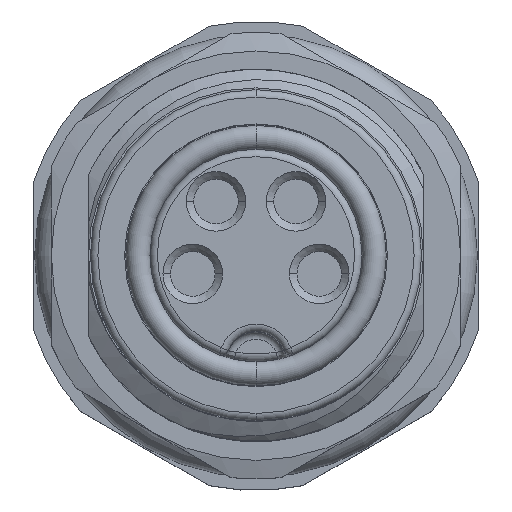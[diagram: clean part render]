
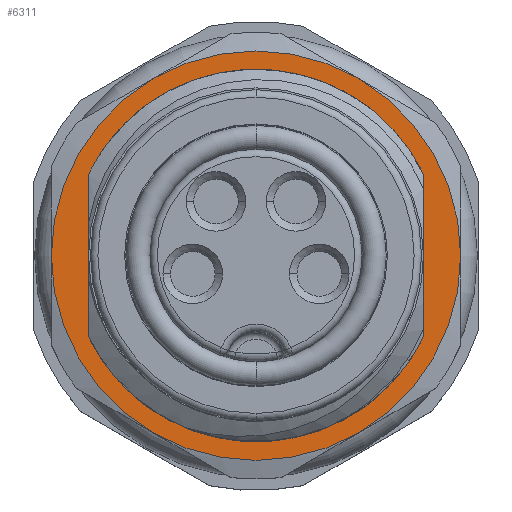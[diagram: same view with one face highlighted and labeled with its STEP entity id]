
A CAD part, top view. The second image highlights one B-rep face of the part: STEP entity #6311.
In plain terms, the highlighted planar face has unit normal (0, 0, 1).
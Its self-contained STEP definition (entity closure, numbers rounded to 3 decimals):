
#257=DIRECTION('',(0.,-1.,0.));
#258=VECTOR('',#257,2.595);
#259=CARTESIAN_POINT('',(4.5,1.576,-6.));
#260=LINE('',#259,#258);
#806=CARTESIAN_POINT('',(0.,0.,-6.));
#807=DIRECTION('',(0.,0.,-1.));
#808=DIRECTION('',(-0.383,0.924,0.));
#809=AXIS2_PLACEMENT_3D('',#806,#807,#808);
#893=DIRECTION('',(0.,1.,0.));
#894=VECTOR('',#893,2.595);
#895=CARTESIAN_POINT('',(-4.5,-1.019,-6.));
#896=LINE('',#895,#894);
#1557=CARTESIAN_POINT('',(1.913,4.619,-6.));
#1558=CARTESIAN_POINT('',(2.053,4.552,-6.));
#1559=CARTESIAN_POINT('',(2.325,4.406,-6.));
#1560=CARTESIAN_POINT('',(2.711,4.149,-6.));
#1561=CARTESIAN_POINT('',(3.069,3.858,-6.));
#1562=CARTESIAN_POINT('',(3.398,3.537,-6.));
#1563=CARTESIAN_POINT('',(3.693,3.188,-6.));
#1564=CARTESIAN_POINT('',(3.955,2.813,-6.));
#1565=CARTESIAN_POINT('',(4.177,2.418,-6.));
#1566=CARTESIAN_POINT('',(4.363,2.004,-6.));
#1567=CARTESIAN_POINT('',(4.459,1.721,-6.));
#1568=CARTESIAN_POINT('',(4.5,1.576,-6.));
#1583=CARTESIAN_POINT('',(4.5,-1.019,-6.));
#1584=CARTESIAN_POINT('',(4.46,-1.158,-6.));
#1585=CARTESIAN_POINT('',(4.367,-1.429,-6.));
#1586=CARTESIAN_POINT('',(4.19,-1.821,-6.));
#1587=CARTESIAN_POINT('',(3.979,-2.193,-6.));
#1588=CARTESIAN_POINT('',(3.734,-2.542,-6.));
#1589=CARTESIAN_POINT('',(3.459,-2.865,-6.));
#1590=CARTESIAN_POINT('',(3.258,-3.06,-6.));
#1591=CARTESIAN_POINT('',(3.153,-3.153,-6.));
#1794=CARTESIAN_POINT('',(0.,0.,-6.));
#1795=DIRECTION('',(0.,0.,-1.));
#1796=DIRECTION('',(0.5,0.866,0.));
#1797=AXIS2_PLACEMENT_3D('',#1794,#1795,#1796);
#1799=CARTESIAN_POINT('',(0.,0.,-6.));
#1800=DIRECTION('',(0.,0.,-1.));
#1801=DIRECTION('',(1.,0.,0.));
#1802=AXIS2_PLACEMENT_3D('',#1799,#1800,#1801);
#1804=CARTESIAN_POINT('',(0.,0.,-6.));
#1805=DIRECTION('',(0.,0.,-1.));
#1806=DIRECTION('',(-0.5,-0.866,0.));
#1807=AXIS2_PLACEMENT_3D('',#1804,#1805,#1806);
#1809=CARTESIAN_POINT('',(0.,0.,-6.));
#1810=DIRECTION('',(0.,0.,-1.));
#1811=DIRECTION('',(-1.,0.,0.));
#1812=AXIS2_PLACEMENT_3D('',#1809,#1810,#1811);
#1814=CARTESIAN_POINT('',(-3.153,-3.153,-6.));
#1815=CARTESIAN_POINT('',(-3.258,-3.06,-6.));
#1816=CARTESIAN_POINT('',(-3.459,-2.864,-6.));
#1817=CARTESIAN_POINT('',(-3.735,-2.541,-6.));
#1818=CARTESIAN_POINT('',(-3.979,-2.193,-6.));
#1819=CARTESIAN_POINT('',(-4.19,-1.821,-6.));
#1820=CARTESIAN_POINT('',(-4.367,-1.43,-6.));
#1821=CARTESIAN_POINT('',(-4.46,-1.158,-6.));
#1822=CARTESIAN_POINT('',(-4.5,-1.019,-6.));
#1891=CARTESIAN_POINT('',(-4.5,1.576,-6.));
#1892=CARTESIAN_POINT('',(-4.459,1.72,-6.));
#1893=CARTESIAN_POINT('',(-4.363,2.004,-6.));
#1894=CARTESIAN_POINT('',(-4.178,2.418,-6.));
#1895=CARTESIAN_POINT('',(-3.954,2.813,-6.));
#1896=CARTESIAN_POINT('',(-3.694,3.187,-6.));
#1897=CARTESIAN_POINT('',(-3.397,3.537,-6.));
#1898=CARTESIAN_POINT('',(-3.07,3.858,-6.));
#1899=CARTESIAN_POINT('',(-2.711,4.149,-6.));
#1900=CARTESIAN_POINT('',(-2.325,4.406,-6.));
#1901=CARTESIAN_POINT('',(-2.053,4.552,-6.));
#1902=CARTESIAN_POINT('',(-1.913,4.619,-6.));
#3116=CARTESIAN_POINT('',(3.153,-3.153,-6.));
#3117=CARTESIAN_POINT('',(3.049,-3.257,-6.));
#3118=CARTESIAN_POINT('',(2.833,-3.452,-6.));
#3119=CARTESIAN_POINT('',(2.481,-3.713,-6.));
#3120=CARTESIAN_POINT('',(2.105,-3.939,-6.));
#3121=CARTESIAN_POINT('',(1.709,-4.126,-6.));
#3122=CARTESIAN_POINT('',(1.296,-4.274,-6.));
#3123=CARTESIAN_POINT('',(0.871,-4.38,-6.));
#3124=CARTESIAN_POINT('',(0.438,-4.444,-6.));
#3125=CARTESIAN_POINT('',(0.,-4.466,-6.));
#3126=CARTESIAN_POINT('',(-0.438,-4.444,-6.));
#3127=CARTESIAN_POINT('',(-0.871,-4.38,-6.));
#3128=CARTESIAN_POINT('',(-1.297,-4.274,-6.));
#3129=CARTESIAN_POINT('',(-1.709,-4.126,-6.));
#3130=CARTESIAN_POINT('',(-2.105,-3.939,-6.));
#3131=CARTESIAN_POINT('',(-2.482,-3.713,-6.));
#3132=CARTESIAN_POINT('',(-2.833,-3.452,-6.));
#3133=CARTESIAN_POINT('',(-3.049,-3.256,-6.));
#3134=CARTESIAN_POINT('',(-3.153,-3.153,-6.));
#3307=CARTESIAN_POINT('',(0.,0.,-6.));
#3308=DIRECTION('',(0.,0.,1.));
#3309=DIRECTION('',(-0.5,-0.866,0.));
#3310=AXIS2_PLACEMENT_3D('',#3307,#3308,#3309);
#3312=CARTESIAN_POINT('',(0.,0.,-6.));
#3313=DIRECTION('',(0.,0.,1.));
#3314=DIRECTION('',(0.5,0.866,0.));
#3315=AXIS2_PLACEMENT_3D('',#3312,#3313,#3314);
#3386=CARTESIAN_POINT('',(-2.75,-4.763,-6.));
#3442=CARTESIAN_POINT('',(-5.5,0.,-6.));
#3498=CARTESIAN_POINT('',(-2.75,4.763,-6.));
#3544=CARTESIAN_POINT('',(2.75,4.763,-6.));
#3600=CARTESIAN_POINT('',(5.5,0.,-6.));
#3642=CARTESIAN_POINT('',(2.75,-4.763,-6.));
#3772=CARTESIAN_POINT('',(-1.913,4.619,-6.));
#3773=CARTESIAN_POINT('',(1.913,4.619,-6.));
#3774=VERTEX_POINT('',#3772);
#3775=VERTEX_POINT('',#3773);
#3780=CARTESIAN_POINT('',(4.5,1.576,-6.));
#3781=CARTESIAN_POINT('',(4.5,-1.019,-6.));
#3782=VERTEX_POINT('',#3780);
#3783=VERTEX_POINT('',#3781);
#3788=CARTESIAN_POINT('',(-4.5,-1.019,-6.));
#3789=CARTESIAN_POINT('',(-4.5,1.576,-6.));
#3790=VERTEX_POINT('',#3788);
#3791=VERTEX_POINT('',#3789);
#3792=VERTEX_POINT('',#1591);
#3793=VERTEX_POINT('',#1814);
#3812=VERTEX_POINT('',#3544);
#3816=VERTEX_POINT('',#3498);
#3824=VERTEX_POINT('',#3442);
#3832=VERTEX_POINT('',#3386);
#3836=VERTEX_POINT('',#3642);
#3842=VERTEX_POINT('',#3600);
#6279=CARTESIAN_POINT('',(0.,0.,-6.));
#6280=DIRECTION('',(0.,0.,1.));
#6281=DIRECTION('',(1.,0.,0.));
#6282=AXIS2_PLACEMENT_3D('',#6279,#6280,#6281);
#6283=PLANE('',#6282);
#6285=ORIENTED_EDGE('',*,*,#6284,.F.);
#6287=ORIENTED_EDGE('',*,*,#6286,.T.);
#6289=ORIENTED_EDGE('',*,*,#6288,.T.);
#6291=ORIENTED_EDGE('',*,*,#6290,.F.);
#6293=ORIENTED_EDGE('',*,*,#6292,.T.);
#6295=ORIENTED_EDGE('',*,*,#6294,.T.);
#6296=EDGE_LOOP('',(#6285,#6287,#6289,#6291,#6293,#6295));
#6297=FACE_OUTER_BOUND('',#6296,.F.);
#6298=ORIENTED_EDGE('',*,*,#4424,.F.);
#6300=ORIENTED_EDGE('',*,*,#6299,.F.);
#6301=ORIENTED_EDGE('',*,*,#4549,.F.);
#6303=ORIENTED_EDGE('',*,*,#6302,.F.);
#6305=ORIENTED_EDGE('',*,*,#6304,.F.);
#6306=ORIENTED_EDGE('',*,*,#5710,.F.);
#6307=ORIENTED_EDGE('',*,*,#4260,.F.);
#6308=ORIENTED_EDGE('',*,*,#5707,.F.);
#6309=EDGE_LOOP('',(#6298,#6300,#6301,#6303,#6305,#6306,#6307,#6308));
#6310=FACE_BOUND('',#6309,.F.);
#810=CIRCLE('',#809,5.);
#1569=B_SPLINE_CURVE_WITH_KNOTS('',3,(#1557,#1558,#1559,#1560,#1561,#1562,#1563,
#1564,#1565,#1566,#1567,#1568),.UNSPECIFIED.,.F.,.F.,(4,1,1,1,1,1,1,1,1,4),
(0.,0.111,0.222,0.333,0.444,
0.556,0.667,0.778,0.889,1.),
.UNSPECIFIED.);
#1592=B_SPLINE_CURVE_WITH_KNOTS('',3,(#1583,#1584,#1585,#1586,#1587,#1588,#1589,
#1590,#1591),.UNSPECIFIED.,.F.,.F.,(4,1,1,1,1,1,4),(0.,0.167,
0.333,0.5,0.667,0.833,1.),
.UNSPECIFIED.);
#1798=CIRCLE('',#1797,5.5);
#1803=CIRCLE('',#1802,5.5);
#1808=CIRCLE('',#1807,5.5);
#1813=CIRCLE('',#1812,5.5);
#1823=B_SPLINE_CURVE_WITH_KNOTS('',3,(#1814,#1815,#1816,#1817,#1818,#1819,#1820,
#1821,#1822),.UNSPECIFIED.,.F.,.F.,(4,1,1,1,1,1,4),(0.,0.167,
0.333,0.5,0.667,0.833,1.),
.UNSPECIFIED.);
#1903=B_SPLINE_CURVE_WITH_KNOTS('',3,(#1891,#1892,#1893,#1894,#1895,#1896,#1897,
#1898,#1899,#1900,#1901,#1902),.UNSPECIFIED.,.F.,.F.,(4,1,1,1,1,1,1,1,1,4),
(0.,0.111,0.222,0.333,0.444,
0.556,0.667,0.778,0.889,1.),
.UNSPECIFIED.);
#3135=B_SPLINE_CURVE_WITH_KNOTS('',3,(#3116,#3117,#3118,#3119,#3120,#3121,#3122,
#3123,#3124,#3125,#3126,#3127,#3128,#3129,#3130,#3131,#3132,#3133,#3134),
.UNSPECIFIED.,.F.,.F.,(4,1,1,1,1,1,1,1,1,1,1,1,1,1,1,1,4),(0.,0.063,0.125,
0.188,0.25,0.313,0.375,0.438,0.5,0.563,0.625,0.688,
0.75,0.813,0.875,0.938,1.),.UNSPECIFIED.);
#3311=CIRCLE('',#3310,5.5);
#3316=CIRCLE('',#3315,5.5);
#4260=EDGE_CURVE('',#3782,#3783,#260,.T.);
#4424=EDGE_CURVE('',#3774,#3775,#810,.T.);
#4549=EDGE_CURVE('',#3790,#3791,#896,.T.);
#5707=EDGE_CURVE('',#3775,#3782,#1569,.T.);
#5710=EDGE_CURVE('',#3783,#3792,#1592,.T.);
#6284=EDGE_CURVE('',#3812,#3816,#3316,.T.);
#6286=EDGE_CURVE('',#3812,#3842,#1798,.T.);
#6288=EDGE_CURVE('',#3842,#3836,#1803,.T.);
#6290=EDGE_CURVE('',#3832,#3836,#3311,.T.);
#6292=EDGE_CURVE('',#3832,#3824,#1808,.T.);
#6294=EDGE_CURVE('',#3824,#3816,#1813,.T.);
#6299=EDGE_CURVE('',#3791,#3774,#1903,.T.);
#6302=EDGE_CURVE('',#3793,#3790,#1823,.T.);
#6304=EDGE_CURVE('',#3792,#3793,#3135,.T.);
#6311=ADVANCED_FACE('',(#6297,#6310),#6283,.T.);
